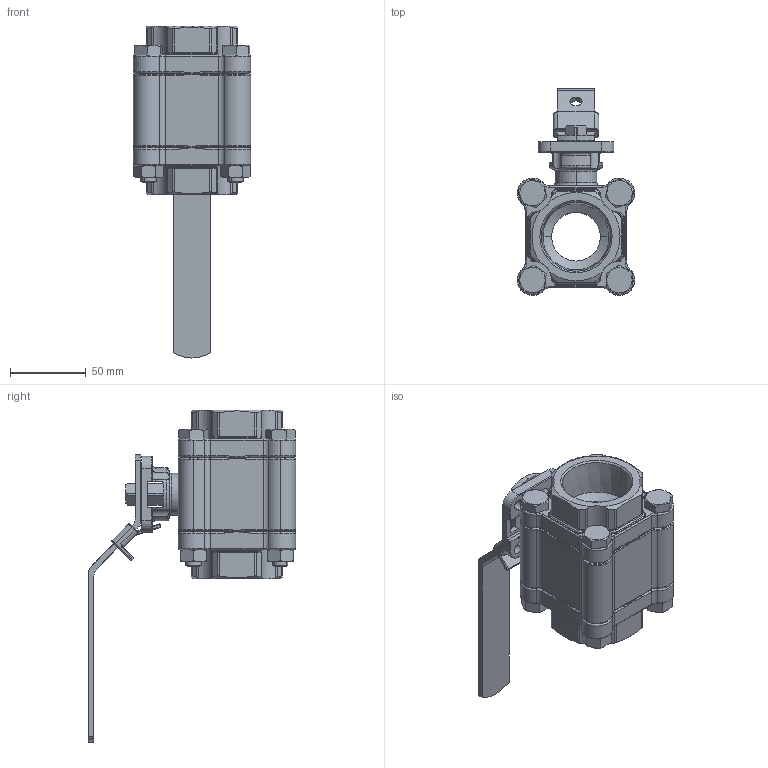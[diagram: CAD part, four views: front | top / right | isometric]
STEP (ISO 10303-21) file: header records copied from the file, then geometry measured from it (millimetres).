
FILE_DESCRIPTION (( 'STEP AP214' ), '1' );
FILE_NAME ('ZL9T50G.STEP', '2008-12-19T06:43:19', ( 'Hsu22' ), ( 'Hollings' ), 'SwSTEP 2.0', 'SolidWorks 2008', '' );
FILE_SCHEMA (( 'AUTOMOTIVE_DESIGN' ));
Length unit declared in the file: millimetre
Products named in the file (7): SB84T10GACN0_預設; SAL9T10TWFADX0_預設; YNM10_預設; YSHM10-84_預設; ZL9T50G; SDDL9T10EA6_預設; SHA0L9T10E0_預設
Assembly tree (13 placements, depth 2):
  ZL9T50G
    SB84T10GACN0_預設  x2
    YSHM10-84_預設  x4
    YNM10_預設  x4
    SHA0L9T10E0_預設
    SAL9T10TWFADX0_預設
    SDDL9T10EA6_預設
Bounding box: 77.2 x 136.3 x 218.5 mm (x, y, z)
Volume: 313885.3 mm3; surface area: 118624.2 mm2
Topology: 13 solids, 13 shells, 980 faces, 2378 edges, 1364 vertices
Faces by surface type: cylinder 371, plane 229, bspline 135, torus 116, cone 109, sphere 20
Entity records: 21228 total; most frequent: CARTESIAN_POINT 6349, DIRECTION 3195, ORIENTED_EDGE 3052, EDGE_CURVE 1526, AXIS2_PLACEMENT_3D 1315, VERTEX_POINT 907, CIRCLE 735, EDGE_LOOP 695
